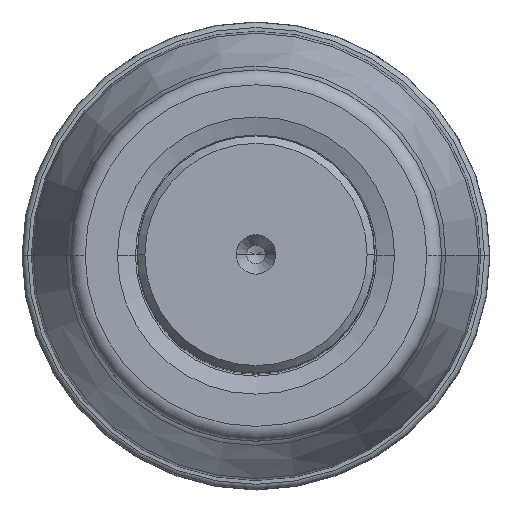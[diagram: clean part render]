
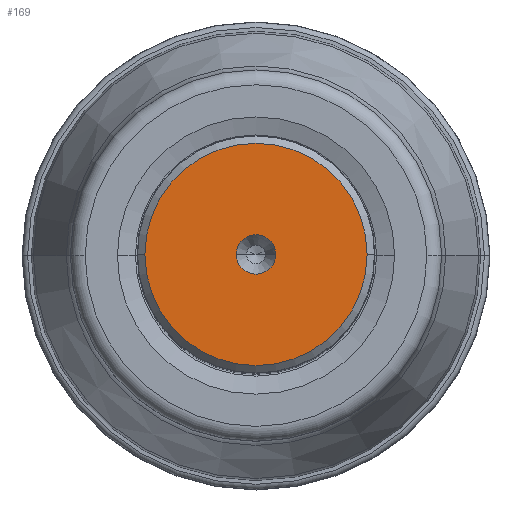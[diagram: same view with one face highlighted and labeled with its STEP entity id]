
A CAD part, top view. The second image highlights one B-rep face of the part: STEP entity #169.
In plain terms, the highlighted planar face has unit normal (0, 0, 1).
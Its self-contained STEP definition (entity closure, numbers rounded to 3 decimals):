
#64=PLANE('',#1646);
#75=FACE_BOUND('',#366,.T.);
#76=FACE_BOUND('',#367,.T.);
#169=ADVANCED_FACE('',(#75,#76),#64,.F.);
#366=EDGE_LOOP('',(#702,#703,#704,#705));
#367=EDGE_LOOP('',(#706,#707));
#702=ORIENTED_EDGE('',*,*,#1022,.T.);
#703=ORIENTED_EDGE('',*,*,#1026,.T.);
#704=ORIENTED_EDGE('',*,*,#1025,.T.);
#705=ORIENTED_EDGE('',*,*,#1023,.T.);
#706=ORIENTED_EDGE('',*,*,#1027,.T.);
#707=ORIENTED_EDGE('',*,*,#1028,.T.);
#846=VERTEX_POINT('',#2542);
#847=VERTEX_POINT('',#2544);
#848=VERTEX_POINT('',#2546);
#849=VERTEX_POINT('',#2550);
#850=VERTEX_POINT('',#2554);
#851=VERTEX_POINT('',#2555);
#1022=EDGE_CURVE('',#847,#846,#1168,.T.);
#1023=EDGE_CURVE('',#848,#847,#1169,.T.);
#1025=EDGE_CURVE('',#849,#848,#1170,.T.);
#1026=EDGE_CURVE('',#846,#849,#1171,.T.);
#1027=EDGE_CURVE('',#850,#851,#1172,.T.);
#1028=EDGE_CURVE('',#851,#850,#1173,.T.);
#1168=CIRCLE('',#1638,14.961);
#1169=CIRCLE('',#1639,14.961);
#1170=CIRCLE('',#1641,14.961);
#1171=CIRCLE('',#1642,14.961);
#1172=CIRCLE('',#1644,2.65);
#1173=CIRCLE('',#1645,2.65);
#1638=AXIS2_PLACEMENT_3D('',#2543,#2124,#2125);
#1639=AXIS2_PLACEMENT_3D('',#2545,#2126,#2127);
#1641=AXIS2_PLACEMENT_3D('',#2549,#2131,#2132);
#1642=AXIS2_PLACEMENT_3D('',#2551,#2133,#2134);
#1644=AXIS2_PLACEMENT_3D('',#2553,#2137,#2138);
#1645=AXIS2_PLACEMENT_3D('',#2556,#2139,#2140);
#1646=AXIS2_PLACEMENT_3D('',#2557,#2141,#2142);
#2124=DIRECTION('',(0.,0.,1.));
#2125=DIRECTION('',(0.,1.,0.));
#2126=DIRECTION('',(0.,0.,1.));
#2127=DIRECTION('',(1.,0.,0.));
#2131=DIRECTION('',(0.,0.,1.));
#2132=DIRECTION('',(0.,-1.,0.));
#2133=DIRECTION('',(0.,0.,1.));
#2134=DIRECTION('',(-1.,0.,0.));
#2137=DIRECTION('',(0.,0.,-1.));
#2138=DIRECTION('',(1.,0.,0.));
#2139=DIRECTION('',(0.,0.,-1.));
#2140=DIRECTION('',(-1.,0.,0.));
#2141=DIRECTION('',(0.,0.,-1.));
#2142=DIRECTION('',(1.,0.,0.));
#2542=CARTESIAN_POINT('',(-14.961,0.,0.));
#2543=CARTESIAN_POINT('',(0.,0.,0.));
#2544=CARTESIAN_POINT('',(0.,14.961,0.));
#2545=CARTESIAN_POINT('',(0.,0.,0.));
#2546=CARTESIAN_POINT('',(14.961,0.,0.));
#2549=CARTESIAN_POINT('',(0.,0.,0.));
#2550=CARTESIAN_POINT('',(0.,-14.961,0.));
#2551=CARTESIAN_POINT('',(0.,0.,0.));
#2553=CARTESIAN_POINT('',(0.,0.,0.));
#2554=CARTESIAN_POINT('',(2.65,0.,0.));
#2555=CARTESIAN_POINT('',(-2.65,0.,0.));
#2556=CARTESIAN_POINT('',(0.,0.,0.));
#2557=CARTESIAN_POINT('',(0.,0.,0.));
